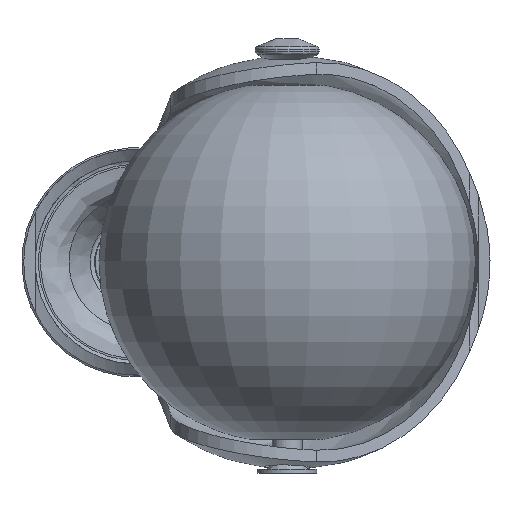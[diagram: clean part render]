
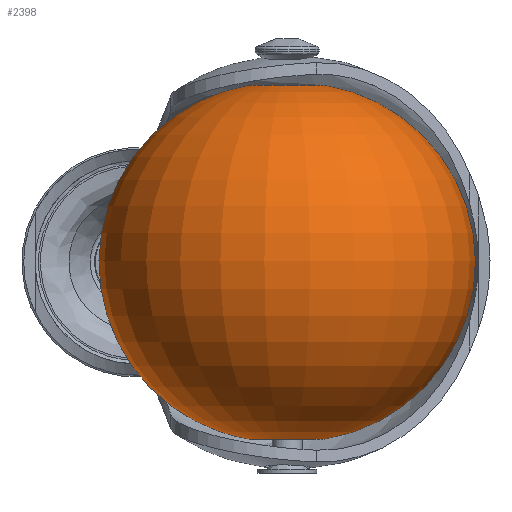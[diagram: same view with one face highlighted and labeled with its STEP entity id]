
A CAD part, front view. The second image highlights one B-rep face of the part: STEP entity #2398.
In plain terms, the highlighted toroidal (fillet/blend) face has major radius 1.194 mm and minor radius 23.806 mm.
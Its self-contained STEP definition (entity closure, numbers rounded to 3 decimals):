
#4 = EDGE_LOOP ( 'NONE', ( #2951 ) ) ;
#577 = CARTESIAN_POINT ( 'NONE',  ( 10.592, -37.755, -23.5 ) ) ;
#725 = AXIS2_PLACEMENT_3D ( 'NONE', #2150, #3567, #2259 ) ;
#925 = EDGE_LOOP ( 'NONE', ( #1959 ) ) ;
#1049 = FACE_OUTER_BOUND ( 'NONE', #925, .T. ) ;
#1202 = CIRCLE ( 'NONE', #2394, 5. ) ;
#1279 = EDGE_CURVE ( 'NONE', #2655, #2655, #3676, .T. ) ;
#1959 = ORIENTED_EDGE ( 'NONE', *, *, #3868, .F. ) ;
#2130 = CARTESIAN_POINT ( 'NONE',  ( 10.592, -37.755, 23.5 ) ) ;
#2150 = CARTESIAN_POINT ( 'NONE',  ( 15.592, -37.755, 0. ) ) ;
#2165 = DIRECTION ( 'NONE',  ( -1., 0., 0. ) ) ;
#2259 = DIRECTION ( 'NONE',  ( -1., 0., 0. ) ) ;
#2394 = AXIS2_PLACEMENT_3D ( 'NONE', #3364, #3720, #4052 ) ;
#2398 = ADVANCED_FACE ( 'NONE', ( #2798, #1049 ), #2481, .T. ) ;
#2481 = TOROIDAL_SURFACE ( 'NONE', #725, 1.194, 23.806 ) ;
#2655 = VERTEX_POINT ( 'NONE', #2130 ) ;
#2672 = VERTEX_POINT ( 'NONE', #577 ) ;
#2798 = FACE_OUTER_BOUND ( 'NONE', #4, .T. ) ;
#2951 = ORIENTED_EDGE ( 'NONE', *, *, #1279, .F. ) ;
#2996 = AXIS2_PLACEMENT_3D ( 'NONE', #3145, #3774, #2165 ) ;
#3145 = CARTESIAN_POINT ( 'NONE',  ( 15.592, -37.755, 23.5 ) ) ;
#3364 = CARTESIAN_POINT ( 'NONE',  ( 15.592, -37.755, -23.5 ) ) ;
#3567 = DIRECTION ( 'NONE',  ( 0., 0., -1. ) ) ;
#3676 = CIRCLE ( 'NONE', #2996, 5. ) ;
#3720 = DIRECTION ( 'NONE',  ( 0., 0., -1. ) ) ;
#3774 = DIRECTION ( 'NONE',  ( 0., 0., 1. ) ) ;
#3868 = EDGE_CURVE ( 'NONE', #2672, #2672, #1202, .T. ) ;
#4052 = DIRECTION ( 'NONE',  ( -1., 0., 0. ) ) ;
